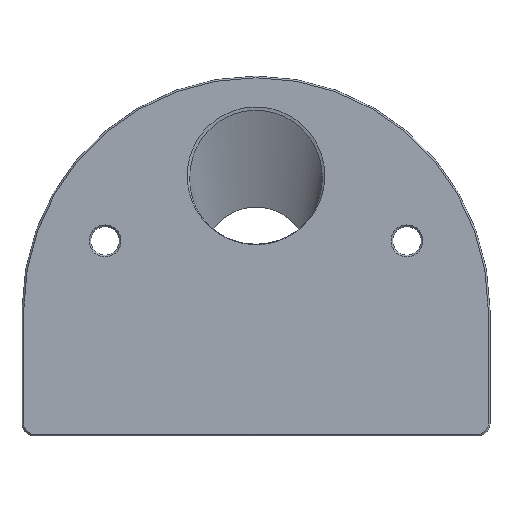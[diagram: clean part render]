
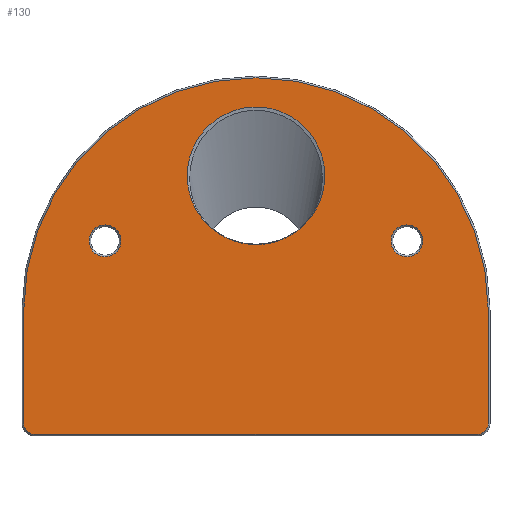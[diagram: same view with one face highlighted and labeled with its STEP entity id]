
A CAD part, top view. The second image highlights one B-rep face of the part: STEP entity #130.
In plain terms, the highlighted planar face has unit normal (0, 0, 1).
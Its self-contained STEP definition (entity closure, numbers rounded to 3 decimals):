
#42=FACE_BOUND('',#279,.T.);
#43=FACE_BOUND('',#280,.T.);
#44=FACE_BOUND('',#281,.T.);
#45=FACE_BOUND('',#282,.T.);
#62=B_SPLINE_CURVE_WITH_KNOTS('',3,(#1717,#1718,#1719,#1720,#1721,#1722,
#1723,#1724,#1725,#1726,#1727,#1728),.UNSPECIFIED.,.F.,.F.,(4,2,2,2,2,4),
(0.,0.25,0.5,0.625,0.75,
1.),.UNSPECIFIED.);
#63=B_SPLINE_CURVE_WITH_KNOTS('',3,(#1730,#1731,#1732,#1733,#1734,#1735,
#1736,#1737,#1738,#1739,#1740,#1741,#1742,#1743,#1744,#1745,#1746,#1747),
 .UNSPECIFIED.,.F.,.F.,(4,1,1,1,1,1,1,1,1,1,1,1,1,1,1,4),(0.,0.071,
0.143,0.179,0.214,0.25,0.286,
0.429,0.5,0.571,0.643,0.714,
0.786,0.857,0.929,1.),.UNSPECIFIED.);
#130=ADVANCED_FACE('',(#42,#43,#44,#45),#178,.F.);
#178=PLANE('',#1093);
#279=EDGE_LOOP('',(#514));
#280=EDGE_LOOP('',(#515,#516));
#281=EDGE_LOOP('',(#517));
#282=EDGE_LOOP('',(#518,#519,#520,#521,#522,#523));
#324=CIRCLE('',#1075,1.3);
#326=CIRCLE('',#1079,27.7);
#328=CIRCLE('',#1083,1.3);
#330=CIRCLE('',#1088,1.9);
#332=CIRCLE('',#1092,1.9);
#514=ORIENTED_EDGE('',*,*,#818,.F.);
#515=ORIENTED_EDGE('',*,*,#811,.F.);
#516=ORIENTED_EDGE('',*,*,#810,.F.);
#517=ORIENTED_EDGE('',*,*,#815,.F.);
#518=ORIENTED_EDGE('',*,*,#802,.F.);
#519=ORIENTED_EDGE('',*,*,#790,.F.);
#520=ORIENTED_EDGE('',*,*,#792,.F.);
#521=ORIENTED_EDGE('',*,*,#794,.F.);
#522=ORIENTED_EDGE('',*,*,#797,.F.);
#523=ORIENTED_EDGE('',*,*,#800,.F.);
#676=VERTEX_POINT('',#1543);
#677=VERTEX_POINT('',#1545);
#678=VERTEX_POINT('',#1549);
#679=VERTEX_POINT('',#1553);
#681=VERTEX_POINT('',#1559);
#683=VERTEX_POINT('',#1565);
#688=VERTEX_POINT('',#1691);
#689=VERTEX_POINT('',#1716);
#691=VERTEX_POINT('',#1825);
#693=VERTEX_POINT('',#1833);
#790=EDGE_CURVE('',#677,#676,#912,.T.);
#792=EDGE_CURVE('',#678,#677,#324,.T.);
#794=EDGE_CURVE('',#679,#678,#915,.T.);
#797=EDGE_CURVE('',#681,#679,#326,.T.);
#800=EDGE_CURVE('',#683,#681,#919,.T.);
#802=EDGE_CURVE('',#676,#683,#328,.T.);
#810=EDGE_CURVE('',#689,#688,#62,.T.);
#811=EDGE_CURVE('',#688,#689,#63,.T.);
#815=EDGE_CURVE('',#691,#691,#330,.T.);
#818=EDGE_CURVE('',#693,#693,#332,.T.);
#912=LINE('',#1546,#998);
#915=LINE('',#1554,#1001);
#919=LINE('',#1566,#1005);
#998=VECTOR('',#1272,1.);
#1001=VECTOR('',#1281,1.);
#1005=VECTOR('',#1293,1.);
#1075=AXIS2_PLACEMENT_3D('',#1550,#1276,#1277);
#1079=AXIS2_PLACEMENT_3D('',#1560,#1287,#1288);
#1083=AXIS2_PLACEMENT_3D('',#1569,#1298,#1299);
#1088=AXIS2_PLACEMENT_3D('',#1826,#1310,#1311);
#1092=AXIS2_PLACEMENT_3D('',#1832,#1319,#1320);
#1093=AXIS2_PLACEMENT_3D('',#1834,#1321,#1322);
#1272=DIRECTION('',(-1.,0.,0.));
#1276=DIRECTION('',(0.,0.,-1.));
#1277=DIRECTION('',(0.707,-0.707,0.));
#1281=DIRECTION('',(0.,-1.,0.));
#1287=DIRECTION('',(0.,0.,-1.));
#1288=DIRECTION('',(-1.,0.,0.));
#1293=DIRECTION('',(0.,1.,0.));
#1298=DIRECTION('',(0.,0.,-1.));
#1299=DIRECTION('',(-0.707,-0.707,0.));
#1310=DIRECTION('',(0.,0.,1.));
#1311=DIRECTION('',(1.,0.,0.));
#1319=DIRECTION('',(0.,0.,1.));
#1320=DIRECTION('',(1.,0.,0.));
#1321=DIRECTION('',(0.,0.,-1.));
#1322=DIRECTION('',(1.,0.,0.));
#1543=CARTESIAN_POINT('',(-128.276,-158.099,77.5));
#1545=CARTESIAN_POINT('',(-75.476,-158.099,77.5));
#1546=CARTESIAN_POINT('',(-87.826,-158.099,77.5));
#1549=CARTESIAN_POINT('',(-74.176,-156.799,77.5));
#1550=CARTESIAN_POINT('',(-75.476,-156.799,77.5));
#1553=CARTESIAN_POINT('',(-74.176,-143.299,77.5));
#1554=CARTESIAN_POINT('',(-74.176,-140.024,77.5));
#1559=CARTESIAN_POINT('',(-129.576,-143.299,77.5));
#1560=CARTESIAN_POINT('',(-101.876,-143.299,77.5));
#1565=CARTESIAN_POINT('',(-129.576,-156.799,77.5));
#1566=CARTESIAN_POINT('',(-129.576,-147.524,77.5));
#1569=CARTESIAN_POINT('',(-128.276,-156.799,77.5));
#1691=CARTESIAN_POINT('',(-96.166,-133.183,77.5));
#1716=CARTESIAN_POINT('',(-107.528,-133.239,77.5));
#1717=CARTESIAN_POINT('',(-107.528,-133.239,77.5));
#1718=CARTESIAN_POINT('',(-106.729,-133.997,77.501));
#1719=CARTESIAN_POINT('',(-105.803,-134.57,77.501));
#1720=CARTESIAN_POINT('',(-103.858,-135.322,77.501));
#1721=CARTESIAN_POINT('',(-102.877,-135.502,77.5));
#1722=CARTESIAN_POINT('',(-101.316,-135.494,77.5));
#1723=CARTESIAN_POINT('',(-100.795,-135.441,77.5));
#1724=CARTESIAN_POINT('',(-99.77,-135.237,77.5));
#1725=CARTESIAN_POINT('',(-99.227,-135.07,77.5));
#1726=CARTESIAN_POINT('',(-97.891,-134.525,77.499));
#1727=CARTESIAN_POINT('',(-96.983,-133.972,77.501));
#1728=CARTESIAN_POINT('',(-96.165,-133.184,77.5));
#1730=CARTESIAN_POINT('',(-96.166,-133.183,77.5));
#1731=CARTESIAN_POINT('',(-95.5,-132.537,77.5));
#1732=CARTESIAN_POINT('',(-94.39,-131.017,77.5));
#1733=CARTESIAN_POINT('',(-93.713,-128.762,77.5));
#1734=CARTESIAN_POINT('',(-93.646,-126.901,77.5));
#1735=CARTESIAN_POINT('',(-93.831,-125.516,77.5));
#1736=CARTESIAN_POINT('',(-94.248,-124.184,77.5));
#1737=CARTESIAN_POINT('',(-95.513,-121.689,77.5));
#1738=CARTESIAN_POINT('',(-98.2,-119.553,77.5));
#1739=CARTESIAN_POINT('',(-101.919,-118.942,77.5));
#1740=CARTESIAN_POINT('',(-104.698,-119.43,77.5));
#1741=CARTESIAN_POINT('',(-107.157,-120.82,77.5));
#1742=CARTESIAN_POINT('',(-109.013,-122.947,77.5));
#1743=CARTESIAN_POINT('',(-110.055,-125.572,77.5));
#1744=CARTESIAN_POINT('',(-110.163,-128.394,77.5));
#1745=CARTESIAN_POINT('',(-109.326,-131.091,77.5));
#1746=CARTESIAN_POINT('',(-108.2,-132.6,77.5));
#1747=CARTESIAN_POINT('',(-107.528,-133.239,77.5));
#1825=CARTESIAN_POINT('',(-85.776,-135.049,77.5));
#1826=CARTESIAN_POINT('',(-83.876,-135.049,77.5));
#1832=CARTESIAN_POINT('',(-119.876,-135.049,77.5));
#1833=CARTESIAN_POINT('',(-121.776,-135.049,77.5));
#1834=CARTESIAN_POINT('',(-101.876,-136.749,77.5));
